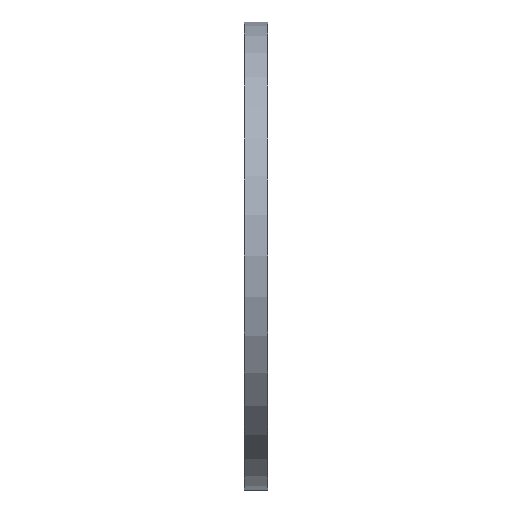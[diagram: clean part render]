
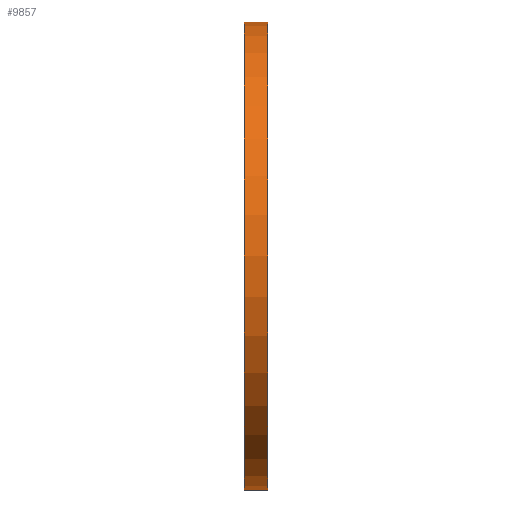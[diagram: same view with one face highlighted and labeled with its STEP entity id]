
A CAD part, left-side view. The second image highlights one B-rep face of the part: STEP entity #9857.
In plain terms, the highlighted cylindrical face has radius 60 mm (diameter 120 mm), a partial arc.
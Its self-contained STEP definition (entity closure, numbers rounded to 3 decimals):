
#19 = DIRECTION ( 'NONE',  ( 0., -1., 0. ) ) ;
#89 = ORIENTED_EDGE ( 'NONE', *, *, #7154, .T. ) ;
#1259 = VERTEX_POINT ( 'NONE', #2192 ) ;
#1604 = VECTOR ( 'NONE', #4475, 1000. ) ;
#1667 = DIRECTION ( 'NONE',  ( 0., 1., 0. ) ) ;
#1714 = DIRECTION ( 'NONE',  ( 0., 0., 1. ) ) ;
#2192 = CARTESIAN_POINT ( 'NONE',  ( 0., 6., 60. ) ) ;
#2859 = DIRECTION ( 'NONE',  ( 0., 1., 0. ) ) ;
#3412 = CARTESIAN_POINT ( 'NONE',  ( 0., 0., -60. ) ) ;
#3747 = CARTESIAN_POINT ( 'NONE',  ( 0., 6., -60. ) ) ;
#3941 = EDGE_LOOP ( 'NONE', ( #5723, #10376, #89, #5205 ) ) ;
#3962 = EDGE_CURVE ( 'NONE', #8790, #8840, #5685, .T. ) ;
#4440 = LINE ( 'NONE', #11964, #1604 ) ;
#4475 = DIRECTION ( 'NONE',  ( 0., -1., 0. ) ) ;
#4732 = VECTOR ( 'NONE', #6385, 1000. ) ;
#4916 = CARTESIAN_POINT ( 'NONE',  ( 0., 6., 0. ) ) ;
#5205 = ORIENTED_EDGE ( 'NONE', *, *, #3962, .T. ) ;
#5345 = CIRCLE ( 'NONE', #7284, 60. ) ;
#5685 = CIRCLE ( 'NONE', #6951, 60. ) ;
#5723 = ORIENTED_EDGE ( 'NONE', *, *, #7208, .F. ) ;
#5782 = DIRECTION ( 'NONE',  ( 0., 0., -1. ) ) ;
#5893 = EDGE_CURVE ( 'NONE', #8365, #1259, #5345, .T. ) ;
#6131 = CARTESIAN_POINT ( 'NONE',  ( 0., 0., 60. ) ) ;
#6385 = DIRECTION ( 'NONE',  ( 0., -1., 0. ) ) ;
#6951 = AXIS2_PLACEMENT_3D ( 'NONE', #7407, #1667, #1714 ) ;
#7154 = EDGE_CURVE ( 'NONE', #8365, #8790, #4440, .T. ) ;
#7208 = EDGE_CURVE ( 'NONE', #1259, #8840, #11451, .T. ) ;
#7284 = AXIS2_PLACEMENT_3D ( 'NONE', #8444, #2859, #10369 ) ;
#7407 = CARTESIAN_POINT ( 'NONE',  ( 0., 0., 0. ) ) ;
#7810 = FACE_OUTER_BOUND ( 'NONE', #3941, .T. ) ;
#8365 = VERTEX_POINT ( 'NONE', #3747 ) ;
#8444 = CARTESIAN_POINT ( 'NONE',  ( 0., 6., 0. ) ) ;
#8790 = VERTEX_POINT ( 'NONE', #3412 ) ;
#8840 = VERTEX_POINT ( 'NONE', #6131 ) ;
#9857 = ADVANCED_FACE ( 'NONE', ( #7810 ), #10054, .T. ) ;
#10054 = CYLINDRICAL_SURFACE ( 'NONE', #11885, 60. ) ;
#10369 = DIRECTION ( 'NONE',  ( 0., 0., 1. ) ) ;
#10376 = ORIENTED_EDGE ( 'NONE', *, *, #5893, .F. ) ;
#11451 = LINE ( 'NONE', #12122, #4732 ) ;
#11885 = AXIS2_PLACEMENT_3D ( 'NONE', #4916, #19, #5782 ) ;
#11964 = CARTESIAN_POINT ( 'NONE',  ( 0., 6., -60. ) ) ;
#12122 = CARTESIAN_POINT ( 'NONE',  ( 0., 6., 60. ) ) ;
